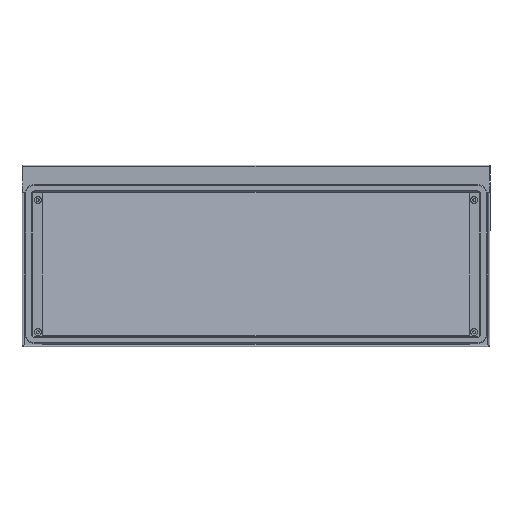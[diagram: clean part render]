
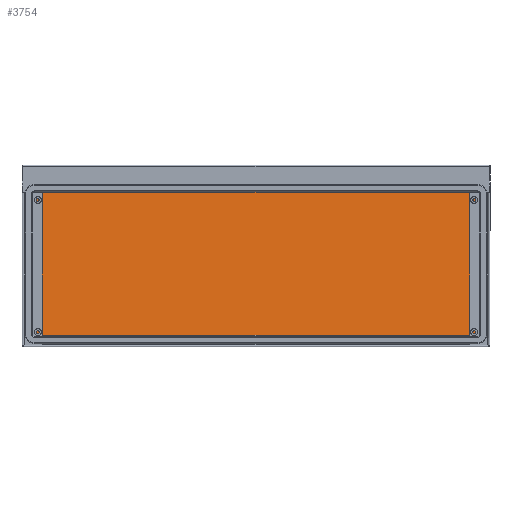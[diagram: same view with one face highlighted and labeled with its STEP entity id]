
A CAD part, front view. The second image highlights one B-rep face of the part: STEP entity #3754.
In plain terms, the highlighted planar face has unit normal (0, -0.996, 0.087).
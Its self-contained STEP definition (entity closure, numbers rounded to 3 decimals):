
#92 = DIRECTION ( 'NONE',  ( -1., 0., 0. ) ) ;
#96 = LINE ( 'NONE', #4003, #912 ) ;
#736 = ORIENTED_EDGE ( 'NONE', *, *, #759, .F. ) ;
#759 = EDGE_CURVE ( 'NONE', #4116, #6006, #3333, .T. ) ;
#912 = VECTOR ( 'NONE', #1586, 1000. ) ;
#1032 = ORIENTED_EDGE ( 'NONE', *, *, #5861, .T. ) ;
#1268 = VECTOR ( 'NONE', #3842, 1000. ) ;
#1435 = PLANE ( 'NONE',  #4658 ) ;
#1586 = DIRECTION ( 'NONE',  ( 0., 0.087, 0.996 ) ) ;
#1815 = ORIENTED_EDGE ( 'NONE', *, *, #4440, .F. ) ;
#1851 = ORIENTED_EDGE ( 'NONE', *, *, #5516, .T. ) ;
#1989 = VECTOR ( 'NONE', #2951, 1000. ) ;
#2278 = VERTEX_POINT ( 'NONE', #2570 ) ;
#2501 = VECTOR ( 'NONE', #92, 1000. ) ;
#2570 = CARTESIAN_POINT ( 'NONE',  ( 403., 56.756, 151.434 ) ) ;
#2885 = CARTESIAN_POINT ( 'NONE',  ( 403., 31.164, -141.087 ) ) ;
#2951 = DIRECTION ( 'NONE',  ( 0., 0.087, 0.996 ) ) ;
#3333 = LINE ( 'NONE', #2885, #1268 ) ;
#3334 = CARTESIAN_POINT ( 'NONE',  ( 403., 31.164, -141.087 ) ) ;
#3734 = CARTESIAN_POINT ( 'NONE',  ( -403., 56.756, 151.434 ) ) ;
#3754 = ADVANCED_FACE ( 'NONE', ( #5797 ), #1435, .T. ) ;
#3842 = DIRECTION ( 'NONE',  ( -1., 0., 0. ) ) ;
#3902 = LINE ( 'NONE', #5381, #1989 ) ;
#3924 = CARTESIAN_POINT ( 'NONE',  ( -403., 31.164, -141.087 ) ) ;
#4003 = CARTESIAN_POINT ( 'NONE',  ( -403., 31.004, -142.913 ) ) ;
#4116 = VERTEX_POINT ( 'NONE', #3334 ) ;
#4403 = DIRECTION ( 'NONE',  ( 0., -0.087, -0.996 ) ) ;
#4422 = CARTESIAN_POINT ( 'NONE',  ( 403., 56.756, 151.434 ) ) ;
#4440 = EDGE_CURVE ( 'NONE', #6006, #6225, #96, .T. ) ;
#4658 = AXIS2_PLACEMENT_3D ( 'NONE', #6290, #4782, #4403 ) ;
#4782 = DIRECTION ( 'NONE',  ( 0., -0.996, 0.087 ) ) ;
#5381 = CARTESIAN_POINT ( 'NONE',  ( 403., 31.004, -142.913 ) ) ;
#5516 = EDGE_CURVE ( 'NONE', #4116, #2278, #3902, .T. ) ;
#5797 = FACE_OUTER_BOUND ( 'NONE', #6178, .T. ) ;
#5861 = EDGE_CURVE ( 'NONE', #2278, #6225, #5912, .T. ) ;
#5912 = LINE ( 'NONE', #4422, #2501 ) ;
#6006 = VERTEX_POINT ( 'NONE', #3924 ) ;
#6178 = EDGE_LOOP ( 'NONE', ( #1032, #1815, #736, #1851 ) ) ;
#6225 = VERTEX_POINT ( 'NONE', #3734 ) ;
#6290 = CARTESIAN_POINT ( 'NONE',  ( 403., 31.004, -142.913 ) ) ;
